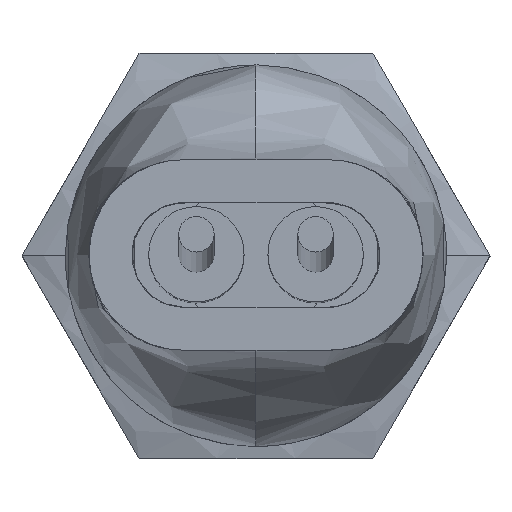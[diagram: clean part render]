
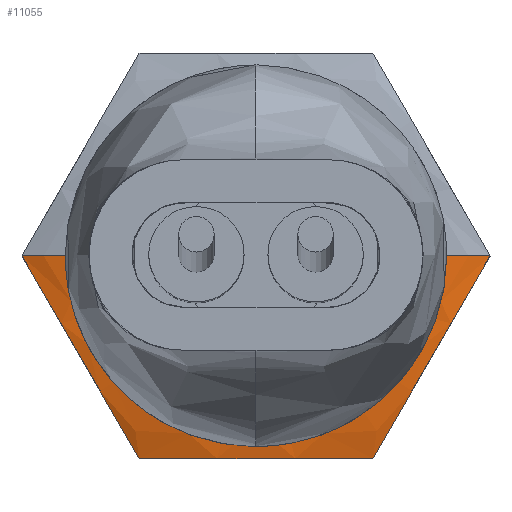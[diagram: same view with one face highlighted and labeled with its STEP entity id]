
A CAD part, top view. The second image highlights one B-rep face of the part: STEP entity #11055.
In plain terms, the highlighted toroidal (fillet/blend) face has major radius 7.031 mm and minor radius 8 mm.
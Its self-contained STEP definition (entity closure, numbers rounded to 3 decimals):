
#262 = CARTESIAN_POINT ( 'NONE',  ( 3.284, -8.5, 93.737 ) ) ;
#306 = ORIENTED_EDGE ( 'NONE', *, *, #15827, .T. ) ;
#355 = DIRECTION ( 'NONE',  ( -1., 0., 0. ) ) ;
#466 = VERTEX_POINT ( 'NONE', #17097 ) ;
#1832 = CARTESIAN_POINT ( 'NONE',  ( -9.406, -0.708, 93.652 ) ) ;
#1953 = CARTESIAN_POINT ( 'NONE',  ( 4.907, -8.5, 93.5 ) ) ;
#1973 = EDGE_CURVE ( 'NONE', #9875, #20126, #10978, .T. ) ;
#2107 = AXIS2_PLACEMENT_3D ( 'NONE', #20488, #10433, #355 ) ;
#2722 = CARTESIAN_POINT ( 'NONE',  ( 0., 0., 94. ) ) ;
#3285 = VERTEX_POINT ( 'NONE', #7082 ) ;
#3992 = TOROIDAL_SURFACE ( 'NONE', #10689, 7.031, 8. ) ;
#4407 = DIRECTION ( 'NONE',  ( 1., 0., 0. ) ) ;
#4527 = CARTESIAN_POINT ( 'NONE',  ( 6.543, -5.667, 93.844 ) ) ;
#4872 = B_SPLINE_CURVE_WITH_KNOTS ( 'NONE', 3,
 ( #13630, #16324, #5241, #17017, #6954, #18696, #8647, #20399, #10338, #262, #12034, #1953 ),
 .UNSPECIFIED., .F., .F.,
 ( 4, 2, 2, 2, 2, 4 ),
 ( 0.061, 0.062, 0.063, 0.066, 0.068, 0.071 ),
 .UNSPECIFIED. ) ;
#5196 = CARTESIAN_POINT ( 'NONE',  ( -8.179, -2.833, 93.844 ) ) ;
#5241 = CARTESIAN_POINT ( 'NONE',  ( -4.096, -8.5, 93.634 ) ) ;
#5439 = CARTESIAN_POINT ( 'NONE',  ( 7.031, 0., 86. ) ) ;
#5616 = DIRECTION ( 'NONE',  ( 1., 0., 0. ) ) ;
#6223 = CARTESIAN_POINT ( 'NONE',  ( 8.179, -2.833, 93.844 ) ) ;
#6238 = B_SPLINE_CURVE_WITH_KNOTS ( 'NONE', 3,
 ( #9542, #21297, #14606, #4527, #16301, #6223, #17982, #7920, #19686 ),
 .UNSPECIFIED., .F., .F.,
 ( 4, 2, 1, 2, 4 ),
 ( 0., 0.002, 0.005, 0.007, 0.01 ),
 .UNSPECIFIED. ) ;
#6674 = EDGE_CURVE ( 'NONE', #21346, #20126, #14278, .T. ) ;
#6909 = CARTESIAN_POINT ( 'NONE',  ( -6.543, -5.667, 93.844 ) ) ;
#6954 = CARTESIAN_POINT ( 'NONE',  ( -2.87, -8.5, 93.764 ) ) ;
#7082 = CARTESIAN_POINT ( 'NONE',  ( -9.815, 0., 93.5 ) ) ;
#7146 = DIRECTION ( 'NONE',  ( 0., 0., -1. ) ) ;
#7253 = ORIENTED_EDGE ( 'NONE', *, *, #20318, .F. ) ;
#7920 = CARTESIAN_POINT ( 'NONE',  ( 9.406, -0.708, 93.652 ) ) ;
#8212 = CARTESIAN_POINT ( 'NONE',  ( -7.031, 0., 94. ) ) ;
#8601 = CARTESIAN_POINT ( 'NONE',  ( -5.316, -7.792, 93.652 ) ) ;
#8647 = CARTESIAN_POINT ( 'NONE',  ( -0.819, -8.5, 93.864 ) ) ;
#8941 = CARTESIAN_POINT ( 'NONE',  ( 0., 0., 86. ) ) ;
#9542 = CARTESIAN_POINT ( 'NONE',  ( 4.907, -8.5, 93.5 ) ) ;
#9875 = VERTEX_POINT ( 'NONE', #19423 ) ;
#10319 = B_SPLINE_CURVE_WITH_KNOTS ( 'NONE', 3,
 ( #13585, #1832, #15287, #5196, #16971, #6909, #18654, #8601, #20354 ),
 .UNSPECIFIED., .F., .F.,
 ( 4, 2, 1, 2, 4 ),
 ( 0., 0.002, 0.005, 0.007, 0.01 ),
 .UNSPECIFIED. ) ;
#10338 = CARTESIAN_POINT ( 'NONE',  ( 1.648, -8.5, 93.844 ) ) ;
#10433 = DIRECTION ( 'NONE',  ( 0., 1., 0. ) ) ;
#10573 = EDGE_CURVE ( 'NONE', #466, #12248, #4872, .T. ) ;
#10689 = AXIS2_PLACEMENT_3D ( 'NONE', #8941, #15705, #5616 ) ;
#10978 = CIRCLE ( 'NONE', #12612, 8. ) ;
#11055 = ADVANCED_FACE ( 'NONE', ( #13392 ), #3992, .T. ) ;
#11232 = ORIENTED_EDGE ( 'NONE', *, *, #10573, .T. ) ;
#12034 = CARTESIAN_POINT ( 'NONE',  ( 4.099, -8.5, 93.65 ) ) ;
#12248 = VERTEX_POINT ( 'NONE', #20573 ) ;
#12612 = AXIS2_PLACEMENT_3D ( 'NONE', #5439, #17205, #7146 ) ;
#13392 = FACE_OUTER_BOUND ( 'NONE', #19130, .T. ) ;
#13585 = CARTESIAN_POINT ( 'NONE',  ( -9.815, 0., 93.5 ) ) ;
#13630 = CARTESIAN_POINT ( 'NONE',  ( -4.907, -8.5, 93.5 ) ) ;
#13645 = CARTESIAN_POINT ( 'NONE',  ( 7.031, 0., 94. ) ) ;
#14278 = CIRCLE ( 'NONE', #17682, 7.031 ) ;
#14298 = ORIENTED_EDGE ( 'NONE', *, *, #1973, .T. ) ;
#14482 = DIRECTION ( 'NONE',  ( 0., 0., 1. ) ) ;
#14606 = CARTESIAN_POINT ( 'NONE',  ( 5.725, -7.083, 93.738 ) ) ;
#15287 = CARTESIAN_POINT ( 'NONE',  ( -8.997, -1.417, 93.738 ) ) ;
#15705 = DIRECTION ( 'NONE',  ( 0., 0., 1. ) ) ;
#15827 = EDGE_CURVE ( 'NONE', #3285, #466, #10319, .T. ) ;
#16193 = ORIENTED_EDGE ( 'NONE', *, *, #18059, .T. ) ;
#16301 = CARTESIAN_POINT ( 'NONE',  ( 7.361, -4.25, 93.884 ) ) ;
#16324 = CARTESIAN_POINT ( 'NONE',  ( -4.504, -8.5, 93.575 ) ) ;
#16971 = CARTESIAN_POINT ( 'NONE',  ( -7.361, -4.25, 93.884 ) ) ;
#17017 = CARTESIAN_POINT ( 'NONE',  ( -3.279, -8.5, 93.729 ) ) ;
#17097 = CARTESIAN_POINT ( 'NONE',  ( -4.907, -8.5, 93.5 ) ) ;
#17205 = DIRECTION ( 'NONE',  ( 0., -1., 0. ) ) ;
#17682 = AXIS2_PLACEMENT_3D ( 'NONE', #2722, #14482, #4407 ) ;
#17982 = CARTESIAN_POINT ( 'NONE',  ( 8.997, -1.417, 93.738 ) ) ;
#18059 = EDGE_CURVE ( 'NONE', #12248, #9875, #6238, .T. ) ;
#18654 = CARTESIAN_POINT ( 'NONE',  ( -5.725, -7.083, 93.738 ) ) ;
#18696 = CARTESIAN_POINT ( 'NONE',  ( -1.64, -8.5, 93.844 ) ) ;
#18852 = CIRCLE ( 'NONE', #2107, 8. ) ;
#19130 = EDGE_LOOP ( 'NONE', ( #7253, #306, #11232, #16193, #14298, #20364 ) ) ;
#19423 = CARTESIAN_POINT ( 'NONE',  ( 9.815, 0., 93.5 ) ) ;
#19686 = CARTESIAN_POINT ( 'NONE',  ( 9.815, 0., 93.5 ) ) ;
#20126 = VERTEX_POINT ( 'NONE', #13645 ) ;
#20318 = EDGE_CURVE ( 'NONE', #3285, #21346, #18852, .T. ) ;
#20354 = CARTESIAN_POINT ( 'NONE',  ( -4.907, -8.5, 93.5 ) ) ;
#20364 = ORIENTED_EDGE ( 'NONE', *, *, #6674, .F. ) ;
#20399 = CARTESIAN_POINT ( 'NONE',  ( 0.827, -8.5, 93.864 ) ) ;
#20488 = CARTESIAN_POINT ( 'NONE',  ( -7.031, 0., 86. ) ) ;
#20573 = CARTESIAN_POINT ( 'NONE',  ( 4.907, -8.5, 93.5 ) ) ;
#21297 = CARTESIAN_POINT ( 'NONE',  ( 5.316, -7.792, 93.652 ) ) ;
#21346 = VERTEX_POINT ( 'NONE', #8212 ) ;
